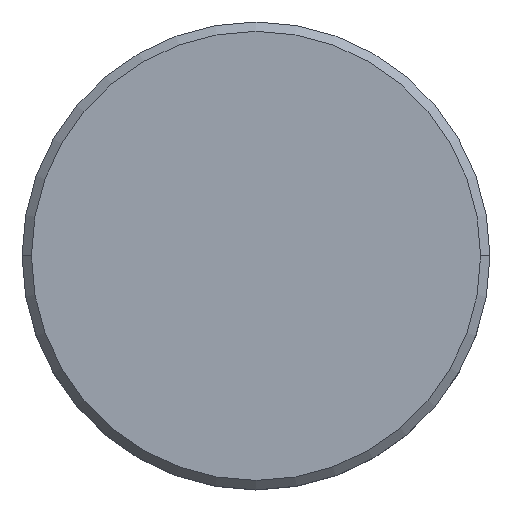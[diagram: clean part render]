
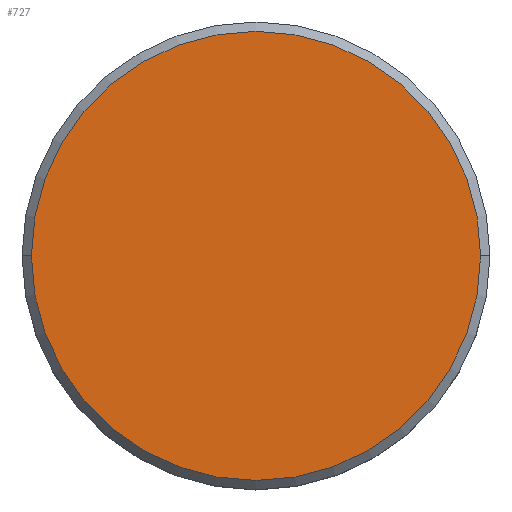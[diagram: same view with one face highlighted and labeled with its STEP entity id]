
A CAD part, top view. The second image highlights one B-rep face of the part: STEP entity #727.
In plain terms, the highlighted planar face has unit normal (0, 0, 1).
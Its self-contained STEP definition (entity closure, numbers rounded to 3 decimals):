
#32 = DIRECTION ( 'NONE',  ( 0., 0., 1. ) ) ;
#64 = ORIENTED_EDGE ( 'NONE', *, *, #1131, .T. ) ;
#66 = DIRECTION ( 'NONE',  ( 1., 0., 0. ) ) ;
#98 = ORIENTED_EDGE ( 'NONE', *, *, #528, .T. ) ;
#148 = AXIS2_PLACEMENT_3D ( 'NONE', #586, #32, #309 ) ;
#309 = DIRECTION ( 'NONE',  ( 1., 0., 0. ) ) ;
#317 = AXIS2_PLACEMENT_3D ( 'NONE', #702, #978, #1057 ) ;
#335 = PLANE ( 'NONE',  #317 ) ;
#370 = VERTEX_POINT ( 'NONE', #514 ) ;
#384 = VERTEX_POINT ( 'NONE', #442 ) ;
#442 = CARTESIAN_POINT ( 'NONE',  ( -12., 0., 0. ) ) ;
#486 = CIRCLE ( 'NONE', #148, 12. ) ;
#514 = CARTESIAN_POINT ( 'NONE',  ( 12., 0., 0. ) ) ;
#528 = EDGE_CURVE ( 'NONE', #370, #384, #486, .T. ) ;
#586 = CARTESIAN_POINT ( 'NONE',  ( 0., 0., 0. ) ) ;
#639 = CIRCLE ( 'NONE', #888, 12. ) ;
#702 = CARTESIAN_POINT ( 'NONE',  ( 0., 0., 0. ) ) ;
#727 = ADVANCED_FACE ( 'NONE', ( #791 ), #335, .T. ) ;
#791 = FACE_OUTER_BOUND ( 'NONE', #1136, .T. ) ;
#821 = CARTESIAN_POINT ( 'NONE',  ( 0., 0., 0. ) ) ;
#888 = AXIS2_PLACEMENT_3D ( 'NONE', #821, #1182, #66 ) ;
#978 = DIRECTION ( 'NONE',  ( 0., 0., 1. ) ) ;
#1057 = DIRECTION ( 'NONE',  ( 1., 0., 0. ) ) ;
#1131 = EDGE_CURVE ( 'NONE', #384, #370, #639, .T. ) ;
#1136 = EDGE_LOOP ( 'NONE', ( #64, #98 ) ) ;
#1182 = DIRECTION ( 'NONE',  ( 0., 0., 1. ) ) ;
